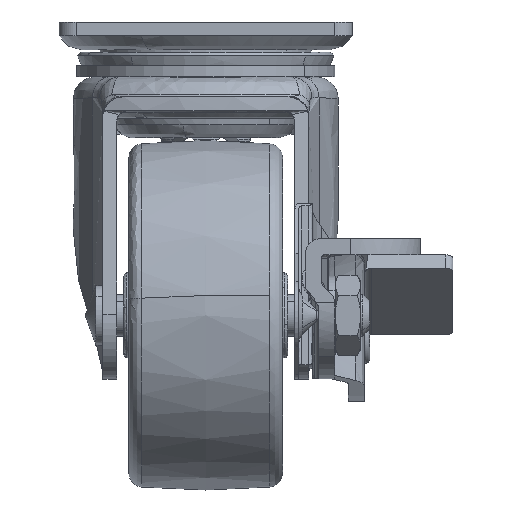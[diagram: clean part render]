
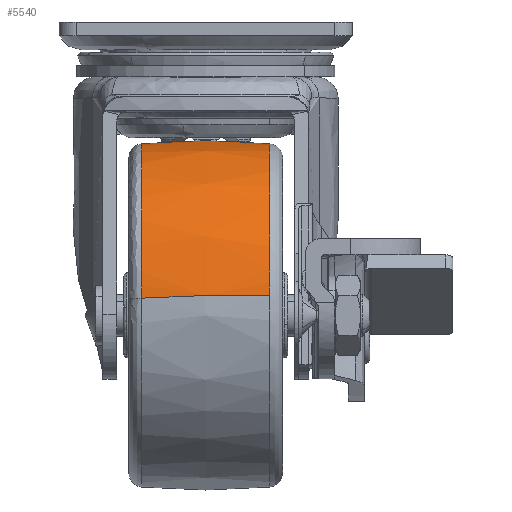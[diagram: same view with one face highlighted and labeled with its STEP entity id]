
A CAD part, left-side view. The second image highlights one B-rep face of the part: STEP entity #5540.
In plain terms, the highlighted free-form (B-spline) face has degree [2, 2] with [3, 5] control points.
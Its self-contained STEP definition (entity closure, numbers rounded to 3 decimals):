
#4492=CARTESIAN_POINT('',(-20.,-9.184,-17.423));
#4493=VERTEX_POINT('',#4492);
#4511=CARTESIAN_POINT('',(-44.413,-9.184,-39.163));
#4512=VERTEX_POINT('',#4511);
#4513=CARTESIAN_POINT('',(-20.,-9.184,-17.423));
#4514=CARTESIAN_POINT('',(-21.304,-9.184,-17.423));
#4515=CARTESIAN_POINT('',(-23.865,-9.184,-17.627));
#4516=CARTESIAN_POINT('',(-27.134,-9.184,-18.413));
#4517=CARTESIAN_POINT('',(-30.013,-9.184,-19.5));
#4518=CARTESIAN_POINT('',(-32.631,-9.184,-20.836));
#4519=CARTESIAN_POINT('',(-35.362,-9.184,-22.714));
#4520=CARTESIAN_POINT('',(-37.771,-9.184,-24.921));
#4521=CARTESIAN_POINT('',(-39.81,-9.184,-27.351));
#4522=CARTESIAN_POINT('',(-41.768,-9.184,-30.363));
#4523=CARTESIAN_POINT('',(-43.511,-9.184,-34.299));
#4524=CARTESIAN_POINT('',(-44.22,-9.184,-37.498));
#4525=CARTESIAN_POINT('',(-44.413,-9.184,-39.163));
#4526=B_SPLINE_CURVE_WITH_KNOTS('',3,(#4513,#4514,#4515,#4516,#4517,#4518,#4519,#4520,#4521,#4522,#4523,#4524,#4525),.UNSPECIFIED.,.F.,.U.,(4,1,1,1,1,1,1,1,1,1,4),(0.,3.911,7.683,10.058,13.131,16.484,19.976,22.91,25.983,30.733,35.762),.UNSPECIFIED.);
#4527=EDGE_CURVE('',#4493,#4512,#4526,.T.);
#4591=CARTESIAN_POINT('',(-20.,9.184,-17.423));
#4592=VERTEX_POINT('',#4591);
#4661=CARTESIAN_POINT('',(-44.453,9.184,-39.534));
#4662=VERTEX_POINT('',#4661);
#4674=CARTESIAN_POINT('',(-20.,9.184,-17.423));
#4675=CARTESIAN_POINT('',(-41.906,9.184,-17.609));
#4676=CARTESIAN_POINT('',(-44.453,9.184,-39.534));
#4684=(BOUNDED_CURVE()B_SPLINE_CURVE(2,(#4674,#4675,#4676),.UNSPECIFIED.,.F.,.U.)B_SPLINE_CURVE_WITH_KNOTS((3,3),(0.5,0.73),.UNSPECIFIED.)CURVE()GEOMETRIC_REPRESENTATION_ITEM()RATIONAL_B_SPLINE_CURVE((1.0,0.731,0.957))REPRESENTATION_ITEM(''));
#4685=EDGE_CURVE('',#4592,#4662,#4684,.T.);
#5482=CARTESIAN_POINT('',(-44.413,-9.184,-39.163));
#5483=CARTESIAN_POINT('',(-44.554,-7.634,-39.14));
#5484=CARTESIAN_POINT('',(-44.656,-6.15,-39.128));
#5485=CARTESIAN_POINT('',(-44.728,-4.595,-39.125));
#5486=CARTESIAN_POINT('',(-44.798,-3.065,-39.122));
#5487=CARTESIAN_POINT('',(-44.836,-1.528,-39.139));
#5488=CARTESIAN_POINT('',(-44.838,0.003,-39.16));
#5489=CARTESIAN_POINT('',(-44.843,3.067,-39.203));
#5490=CARTESIAN_POINT('',(-44.717,6.135,-39.362));
#5491=CARTESIAN_POINT('',(-44.453,9.184,-39.534));
#5492=B_SPLINE_CURVE_WITH_KNOTS('',3,(#5482,#5483,#5484,#5485,#5486,#5487,#5488,#5489,#5490,#5491),.UNSPECIFIED.,.F.,.U.,(4,3,3,4),(0.0,4.669,9.263,18.456),.UNSPECIFIED.);
#5493=EDGE_CURVE('',#4512,#4662,#5492,.T.);
#5498=CARTESIAN_POINT('',(-20.,-9.184,-17.423));
#5499=CARTESIAN_POINT('',(-20.,-3.079,-16.86));
#5500=CARTESIAN_POINT('',(-20.,3.079,-16.86));
#5501=CARTESIAN_POINT('',(-20.,9.184,-17.423));
#5502=B_SPLINE_CURVE_WITH_KNOTS('',3,(#5498,#5499,#5500,#5501),.UNSPECIFIED.,.F.,.U.,(4,4),(0.,18.393),.UNSPECIFIED.);
#5503=EDGE_CURVE('',#4493,#4592,#5502,.T.);
#5511=CARTESIAN_POINT('',(-19.839,-10.097,-17.512));
#5512=CARTESIAN_POINT('',(-19.833,0.,-16.487));
#5513=CARTESIAN_POINT('',(-19.839,10.097,-17.512));
#5514=CARTESIAN_POINT('',(-19.92,-10.097,-17.512));
#5515=CARTESIAN_POINT('',(-19.916,0.,-16.487));
#5516=CARTESIAN_POINT('',(-19.92,10.097,-17.512));
#5517=CARTESIAN_POINT('',(-41.807,-10.097,-17.512));
#5518=CARTESIAN_POINT('',(-42.72,0.,-16.487));
#5519=CARTESIAN_POINT('',(-41.807,10.097,-17.512));
#5520=CARTESIAN_POINT('',(-44.356,-10.097,-39.44));
#5521=CARTESIAN_POINT('',(-45.375,0.,-39.333));
#5522=CARTESIAN_POINT('',(-44.356,10.097,-39.44));
#5523=CARTESIAN_POINT('',(-44.387,-10.097,-39.706));
#5524=CARTESIAN_POINT('',(-45.408,0.,-39.61));
#5525=CARTESIAN_POINT('',(-44.387,10.097,-39.706));
#5533=(BOUNDED_SURFACE()B_SPLINE_SURFACE(2,2,((#5511,#5514,#5517,#5520,#5523),(#5512,#5515,#5518,#5521,#5524),(#5513,#5516,#5519,#5522,#5525)),.UNSPECIFIED.,.F.,.F.,.U.)B_SPLINE_SURFACE_WITH_KNOTS((3,3),(3,1,1,3),(0.0,20.245),(0.0,0.192,38.258,38.876),.UNSPECIFIED.)GEOMETRIC_REPRESENTATION_ITEM()RATIONAL_B_SPLINE_SURFACE(((0.88,0.878,0.641,0.843,0.846),(0.875,0.874,0.638,0.838,0.842),(0.88,0.878,0.641,0.843,0.846)))REPRESENTATION_ITEM('')SURFACE());
#5534=ORIENTED_EDGE('',*,*,#4527,.F.);
#5535=ORIENTED_EDGE('',*,*,#5503,.T.);
#5536=ORIENTED_EDGE('',*,*,#4685,.T.);
#5537=ORIENTED_EDGE('',*,*,#5493,.F.);
#5538=EDGE_LOOP('',(#5534,#5535,#5536,#5537));
#5539=FACE_OUTER_BOUND('',#5538,.T.);
#5540=ADVANCED_FACE('',(#5539),#5533,.T.);
